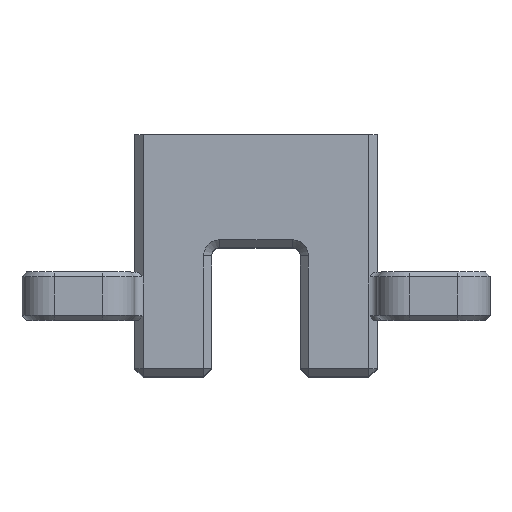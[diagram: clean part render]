
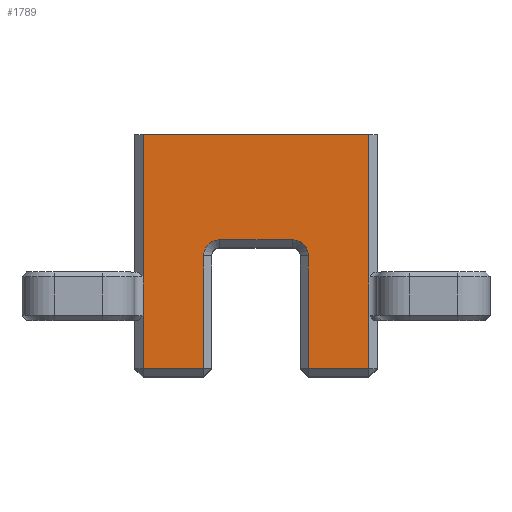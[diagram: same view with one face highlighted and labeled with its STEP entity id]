
A CAD part, top view. The second image highlights one B-rep face of the part: STEP entity #1789.
In plain terms, the highlighted planar face has unit normal (0, 0, 1).
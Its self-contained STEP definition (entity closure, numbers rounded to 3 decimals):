
#24 = VERTEX_POINT ( 'NONE', #3046 ) ;
#28 = DIRECTION ( 'NONE',  ( 0., -1., 0. ) ) ;
#102 = DIRECTION ( 'NONE',  ( 0., 1., 0. ) ) ;
#137 = CARTESIAN_POINT ( 'NONE',  ( -2.75, -7., 7.5 ) ) ;
#139 = EDGE_CURVE ( 'NONE', #847, #3500, #758, .T. ) ;
#155 = CARTESIAN_POINT ( 'NONE',  ( -2.25, 0., 7.5 ) ) ;
#216 = VECTOR ( 'NONE', #1483, 1000. ) ;
#223 = EDGE_CURVE ( 'NONE', #2229, #3273, #1963, .T. ) ;
#227 = DIRECTION ( 'NONE',  ( 0., -1., 0. ) ) ;
#246 = VERTEX_POINT ( 'NONE', #4221 ) ;
#280 = EDGE_CURVE ( 'NONE', #246, #847, #798, .T. ) ;
#351 = AXIS2_PLACEMENT_3D ( 'NONE', #155, #2499, #4215 ) ;
#360 = DIRECTION ( 'NONE',  ( 0., -1., 0. ) ) ;
#406 = AXIS2_PLACEMENT_3D ( 'NONE', #3735, #2032, #4105 ) ;
#445 = LINE ( 'NONE', #4152, #216 ) ;
#471 = CARTESIAN_POINT ( 'NONE',  ( -7., 0., 7.5 ) ) ;
#522 = FACE_OUTER_BOUND ( 'NONE', #2503, .T. ) ;
#545 = ORIENTED_EDGE ( 'NONE', *, *, #777, .T. ) ;
#653 = VERTEX_POINT ( 'NONE', #1285 ) ;
#692 = VECTOR ( 'NONE', #3059, 1000. ) ;
#710 = ORIENTED_EDGE ( 'NONE', *, *, #813, .T. ) ;
#711 = VECTOR ( 'NONE', #227, 1000. ) ;
#758 = LINE ( 'NONE', #1454, #3132 ) ;
#777 = EDGE_CURVE ( 'NONE', #4244, #653, #4289, .T. ) ;
#798 = LINE ( 'NONE', #2685, #692 ) ;
#813 = EDGE_CURVE ( 'NONE', #24, #2963, #3803, .T. ) ;
#847 = VERTEX_POINT ( 'NONE', #2789 ) ;
#851 = VECTOR ( 'NONE', #28, 1000. ) ;
#888 = EDGE_CURVE ( 'NONE', #2963, #246, #3208, .T. ) ;
#960 = DIRECTION ( 'NONE',  ( 1., 0., 0. ) ) ;
#1007 = CARTESIAN_POINT ( 'NONE',  ( -3.25, 0., 7.5 ) ) ;
#1012 = ORIENTED_EDGE ( 'NONE', *, *, #3853, .T. ) ;
#1046 = CARTESIAN_POINT ( 'NONE',  ( 7., -3.7, 7.5 ) ) ;
#1155 = ORIENTED_EDGE ( 'NONE', *, *, #888, .T. ) ;
#1208 = CARTESIAN_POINT ( 'NONE',  ( -7., 7.5, 7.5 ) ) ;
#1237 = ORIENTED_EDGE ( 'NONE', *, *, #2052, .T. ) ;
#1245 = DIRECTION ( 'NONE',  ( 1., 0., 0. ) ) ;
#1285 = CARTESIAN_POINT ( 'NONE',  ( 3.25, 0., 7.5 ) ) ;
#1426 = CARTESIAN_POINT ( 'NONE',  ( -2.25, 1., 7.5 ) ) ;
#1439 = VERTEX_POINT ( 'NONE', #3291 ) ;
#1454 = CARTESIAN_POINT ( 'NONE',  ( -7.5, 7.5, 7.5 ) ) ;
#1483 = DIRECTION ( 'NONE',  ( 0., 1., 0. ) ) ;
#1502 = VECTOR ( 'NONE', #3624, 1000. ) ;
#1550 = CARTESIAN_POINT ( 'NONE',  ( -7., -7., 7.5 ) ) ;
#1586 = VERTEX_POINT ( 'NONE', #1007 ) ;
#1604 = CARTESIAN_POINT ( 'NONE',  ( -2.25, 0., 7.5 ) ) ;
#1704 = VERTEX_POINT ( 'NONE', #3177 ) ;
#1721 = EDGE_CURVE ( 'NONE', #3500, #1704, #2478, .T. ) ;
#1789 = ADVANCED_FACE ( 'NONE', ( #522 ), #3902, .T. ) ;
#1806 = CARTESIAN_POINT ( 'NONE',  ( -7., -1., 7.5 ) ) ;
#1817 = DIRECTION ( 'NONE',  ( 0., 1., 0. ) ) ;
#1846 = EDGE_CURVE ( 'NONE', #1704, #1439, #3548, .T. ) ;
#1856 = ORIENTED_EDGE ( 'NONE', *, *, #139, .T. ) ;
#1915 = VERTEX_POINT ( 'NONE', #3330 ) ;
#1959 = EDGE_CURVE ( 'NONE', #1586, #3012, #3804, .T. ) ;
#1963 = LINE ( 'NONE', #137, #2201 ) ;
#1994 = EDGE_CURVE ( 'NONE', #1439, #2229, #4367, .T. ) ;
#2032 = DIRECTION ( 'NONE',  ( 0., 0., -1. ) ) ;
#2035 = ORIENTED_EDGE ( 'NONE', *, *, #2892, .T. ) ;
#2052 = EDGE_CURVE ( 'NONE', #3012, #4244, #2084, .T. ) ;
#2084 = LINE ( 'NONE', #3543, #2217 ) ;
#2201 = VECTOR ( 'NONE', #960, 1000. ) ;
#2217 = VECTOR ( 'NONE', #3563, 1000. ) ;
#2229 = VERTEX_POINT ( 'NONE', #1550 ) ;
#2234 = VECTOR ( 'NONE', #360, 1000. ) ;
#2353 = VECTOR ( 'NONE', #1817, 1000. ) ;
#2354 = ORIENTED_EDGE ( 'NONE', *, *, #223, .T. ) ;
#2366 = CARTESIAN_POINT ( 'NONE',  ( 7.5, -7., 7.5 ) ) ;
#2471 = CARTESIAN_POINT ( 'NONE',  ( 7., 0., 7.5 ) ) ;
#2478 = LINE ( 'NONE', #1806, #851 ) ;
#2481 = ORIENTED_EDGE ( 'NONE', *, *, #1994, .T. ) ;
#2499 = DIRECTION ( 'NONE',  ( 0., 0., 1. ) ) ;
#2503 = EDGE_LOOP ( 'NONE', ( #710, #1155, #3867, #1856, #2984, #2870, #2481, #2354, #4005, #3203, #1237, #545, #1012, #2035 ) ) ;
#2660 = CARTESIAN_POINT ( 'NONE',  ( -7., -7.5, 7.5 ) ) ;
#2685 = CARTESIAN_POINT ( 'NONE',  ( 7., 7.5, 7.5 ) ) ;
#2723 = CARTESIAN_POINT ( 'NONE',  ( 3.25, -7.5, 7.5 ) ) ;
#2789 = CARTESIAN_POINT ( 'NONE',  ( 7., 7.5, 7.5 ) ) ;
#2870 = ORIENTED_EDGE ( 'NONE', *, *, #1846, .T. ) ;
#2884 = DIRECTION ( 'NONE',  ( -1., 0., 0. ) ) ;
#2892 = EDGE_CURVE ( 'NONE', #1915, #24, #4109, .T. ) ;
#2963 = VERTEX_POINT ( 'NONE', #1046 ) ;
#2984 = ORIENTED_EDGE ( 'NONE', *, *, #1721, .T. ) ;
#3012 = VERTEX_POINT ( 'NONE', #1426 ) ;
#3046 = CARTESIAN_POINT ( 'NONE',  ( 7., -7., 7.5 ) ) ;
#3059 = DIRECTION ( 'NONE',  ( 0., 1., 0. ) ) ;
#3125 = CARTESIAN_POINT ( 'NONE',  ( 7., -4., 7.5 ) ) ;
#3132 = VECTOR ( 'NONE', #2884, 1000. ) ;
#3177 = CARTESIAN_POINT ( 'NONE',  ( -7., -1.3, 7.5 ) ) ;
#3203 = ORIENTED_EDGE ( 'NONE', *, *, #1959, .T. ) ;
#3208 = LINE ( 'NONE', #2471, #3933 ) ;
#3273 = VERTEX_POINT ( 'NONE', #4077 ) ;
#3291 = CARTESIAN_POINT ( 'NONE',  ( -7., -3.7, 7.5 ) ) ;
#3330 = CARTESIAN_POINT ( 'NONE',  ( 3.25, -7., 7.5 ) ) ;
#3390 = CARTESIAN_POINT ( 'NONE',  ( 2.25, 1., 7.5 ) ) ;
#3444 = DIRECTION ( 'NONE',  ( 1., 0., 0. ) ) ;
#3458 = VECTOR ( 'NONE', #3444, 1000. ) ;
#3500 = VERTEX_POINT ( 'NONE', #1208 ) ;
#3543 = CARTESIAN_POINT ( 'NONE',  ( 2.25, 1., 7.5 ) ) ;
#3548 = LINE ( 'NONE', #471, #1502 ) ;
#3563 = DIRECTION ( 'NONE',  ( 1., 0., 0. ) ) ;
#3624 = DIRECTION ( 'NONE',  ( 0., -1., 0. ) ) ;
#3735 = CARTESIAN_POINT ( 'NONE',  ( 2.25, 0., 7.5 ) ) ;
#3783 = LINE ( 'NONE', #2723, #2234 ) ;
#3803 = LINE ( 'NONE', #3125, #2353 ) ;
#3804 = CIRCLE ( 'NONE', #4370, 1. ) ;
#3853 = EDGE_CURVE ( 'NONE', #653, #1915, #3783, .T. ) ;
#3867 = ORIENTED_EDGE ( 'NONE', *, *, #280, .T. ) ;
#3902 = PLANE ( 'NONE',  #351 ) ;
#3917 = EDGE_CURVE ( 'NONE', #3273, #1586, #445, .T. ) ;
#3933 = VECTOR ( 'NONE', #102, 1000. ) ;
#4005 = ORIENTED_EDGE ( 'NONE', *, *, #3917, .T. ) ;
#4077 = CARTESIAN_POINT ( 'NONE',  ( -3.25, -7., 7.5 ) ) ;
#4105 = DIRECTION ( 'NONE',  ( 1., 0., 0. ) ) ;
#4109 = LINE ( 'NONE', #2366, #3458 ) ;
#4152 = CARTESIAN_POINT ( 'NONE',  ( -3.25, 0., 7.5 ) ) ;
#4215 = DIRECTION ( 'NONE',  ( 1., 0., 0. ) ) ;
#4221 = CARTESIAN_POINT ( 'NONE',  ( 7., -1.3, 7.5 ) ) ;
#4244 = VERTEX_POINT ( 'NONE', #3390 ) ;
#4289 = CIRCLE ( 'NONE', #406, 1. ) ;
#4326 = DIRECTION ( 'NONE',  ( 0., 0., -1. ) ) ;
#4367 = LINE ( 'NONE', #2660, #711 ) ;
#4370 = AXIS2_PLACEMENT_3D ( 'NONE', #1604, #4326, #1245 ) ;
